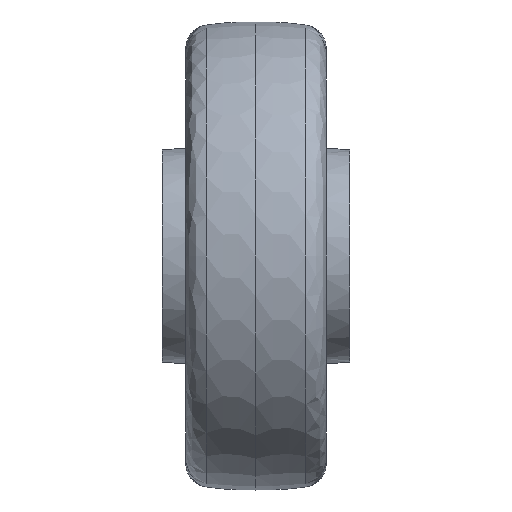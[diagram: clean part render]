
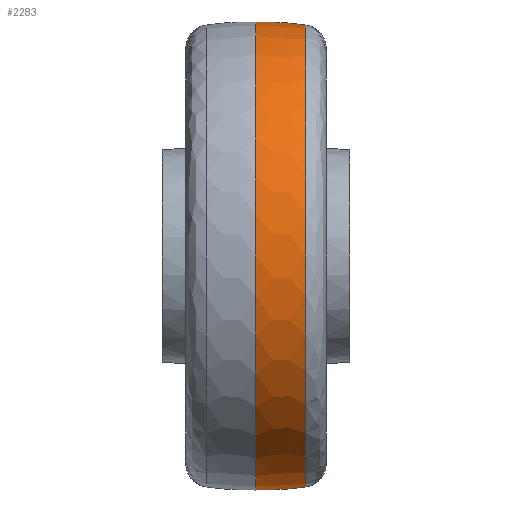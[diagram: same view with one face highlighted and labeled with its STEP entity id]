
A CAD part, front view. The second image highlights one B-rep face of the part: STEP entity #2283.
In plain terms, the highlighted toroidal (fillet/blend) face has major radius 24.98 mm and minor radius 100 mm.
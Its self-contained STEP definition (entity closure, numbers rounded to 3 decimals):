
#195 = VERTEX_POINT ( 'NONE', #1989 ) ;
#203 = CIRCLE ( 'NONE', #2554, 100. ) ;
#868 = DIRECTION ( 'NONE',  ( 0., 1., 0. ) ) ;
#1049 = CIRCLE ( 'NONE', #3663, 100. ) ;
#1125 = AXIS2_PLACEMENT_3D ( 'NONE', #7150, #2130, #5553 ) ;
#1148 = CARTESIAN_POINT ( 'NONE',  ( 24.91, 1.411, 76.003 ) ) ;
#1519 = FACE_OUTER_BOUND ( 'NONE', #6863, .T. ) ;
#1544 = EDGE_CURVE ( 'NONE', #2197, #195, #1049, .T. ) ;
#1638 = ORIENTED_EDGE ( 'NONE', *, *, #3888, .F. ) ;
#1989 = CARTESIAN_POINT ( 'NONE',  ( 8.903, 1.411, 225.041 ) ) ;
#1994 = DIRECTION ( 'NONE',  ( -1., 0., 0. ) ) ;
#2130 = DIRECTION ( 'NONE',  ( -1., 0., 0. ) ) ;
#2197 = VERTEX_POINT ( 'NONE', #2471 ) ;
#2283 = ADVANCED_FACE ( 'NONE', ( #1519 ), #6251, .T. ) ;
#2295 = EDGE_CURVE ( 'NONE', #5638, #195, #2869, .T. ) ;
#2370 = EDGE_CURVE ( 'NONE', #2481, #2197, #4731, .T. ) ;
#2471 = CARTESIAN_POINT ( 'NONE',  ( 24.91, 1.411, 224.079 ) ) ;
#2481 = VERTEX_POINT ( 'NONE', #1148 ) ;
#2554 = AXIS2_PLACEMENT_3D ( 'NONE', #5903, #868, #2659 ) ;
#2659 = DIRECTION ( 'NONE',  ( 0., 0., 1. ) ) ;
#2869 = CIRCLE ( 'NONE', #1125, 75. ) ;
#3160 = DIRECTION ( 'NONE',  ( 0., 0., 1. ) ) ;
#3480 = CARTESIAN_POINT ( 'NONE',  ( 8.903, 1.411, 75.041 ) ) ;
#3663 = AXIS2_PLACEMENT_3D ( 'NONE', #4413, #3872, #6106 ) ;
#3754 = ORIENTED_EDGE ( 'NONE', *, *, #2370, .T. ) ;
#3872 = DIRECTION ( 'NONE',  ( 0., -1., 0. ) ) ;
#3888 = EDGE_CURVE ( 'NONE', #2481, #5638, #203, .T. ) ;
#3943 = DIRECTION ( 'NONE',  ( -1., 0., 0. ) ) ;
#4413 = CARTESIAN_POINT ( 'NONE',  ( 10.927, 1.411, 125.061 ) ) ;
#4731 = CIRCLE ( 'NONE', #4841, 74.038 ) ;
#4841 = AXIS2_PLACEMENT_3D ( 'NONE', #6109, #3943, #7178 ) ;
#5102 = ORIENTED_EDGE ( 'NONE', *, *, #1544, .T. ) ;
#5553 = DIRECTION ( 'NONE',  ( 0., 0., 1. ) ) ;
#5638 = VERTEX_POINT ( 'NONE', #3480 ) ;
#5765 = AXIS2_PLACEMENT_3D ( 'NONE', #6442, #1994, #3160 ) ;
#5903 = CARTESIAN_POINT ( 'NONE',  ( 10.927, 1.411, 175.02 ) ) ;
#6106 = DIRECTION ( 'NONE',  ( 0., 0., -1. ) ) ;
#6109 = CARTESIAN_POINT ( 'NONE',  ( 24.91, 1.411, 150.041 ) ) ;
#6251 = TOROIDAL_SURFACE ( 'NONE', #5765, -24.98, 100. ) ;
#6442 = CARTESIAN_POINT ( 'NONE',  ( 10.927, 1.411, 150.041 ) ) ;
#6863 = EDGE_LOOP ( 'NONE', ( #1638, #3754, #5102, #7062 ) ) ;
#7062 = ORIENTED_EDGE ( 'NONE', *, *, #2295, .F. ) ;
#7150 = CARTESIAN_POINT ( 'NONE',  ( 8.903, 1.411, 150.041 ) ) ;
#7178 = DIRECTION ( 'NONE',  ( 0., 0., 1. ) ) ;
